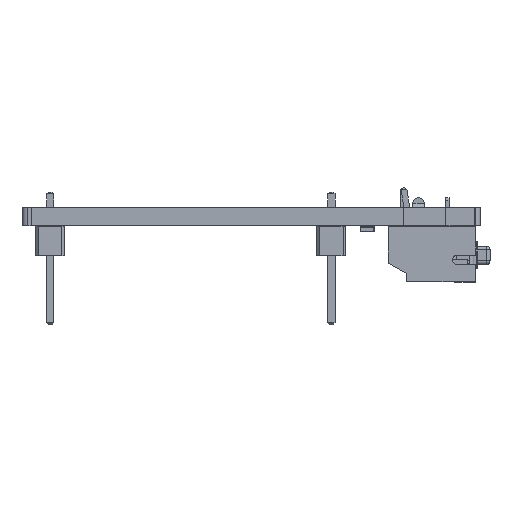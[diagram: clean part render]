
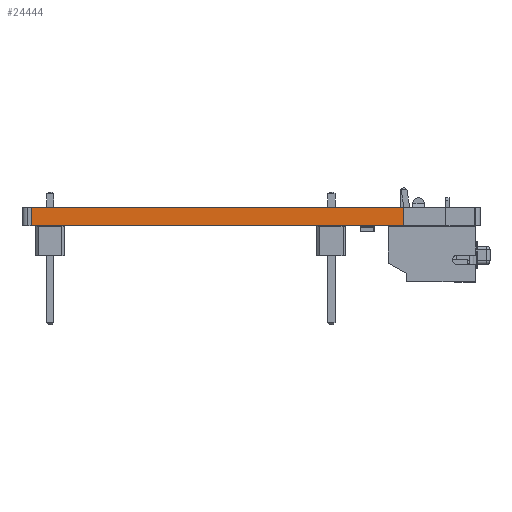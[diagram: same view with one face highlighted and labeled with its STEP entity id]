
A CAD part, front view. The second image highlights one B-rep face of the part: STEP entity #24444.
In plain terms, the highlighted planar face has unit normal (0, -1, 0).
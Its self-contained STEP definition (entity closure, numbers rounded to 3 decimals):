
#22420 = VERTEX_POINT('',#22421);
#22421 = CARTESIAN_POINT('',(116.852,-100.292,0.));
#22427 = EDGE_CURVE('',#22428,#22420,#22430,.T.);
#22428 = VERTEX_POINT('',#22429);
#22429 = CARTESIAN_POINT('',(149.293,-100.292,0.));
#22430 = LINE('',#22431,#22432);
#22431 = CARTESIAN_POINT('',(149.293,-100.292,0.));
#22432 = VECTOR('',#22433,1.);
#22433 = DIRECTION('',(-1.,0.,0.));
#23331 = VERTEX_POINT('',#23332);
#23332 = CARTESIAN_POINT('',(116.852,-100.292,1.6));
#23338 = EDGE_CURVE('',#23339,#23331,#23341,.T.);
#23339 = VERTEX_POINT('',#23340);
#23340 = CARTESIAN_POINT('',(149.293,-100.292,1.6));
#23341 = LINE('',#23342,#23343);
#23342 = CARTESIAN_POINT('',(149.293,-100.292,1.6));
#23343 = VECTOR('',#23344,1.);
#23344 = DIRECTION('',(-1.,0.,0.));
#24416 = EDGE_CURVE('',#22428,#23339,#24417,.T.);
#24417 = LINE('',#24418,#24419);
#24418 = CARTESIAN_POINT('',(149.293,-100.292,0.));
#24419 = VECTOR('',#24420,1.);
#24420 = DIRECTION('',(0.,0.,1.));
#24444 = ADVANCED_FACE('',(#24445),#24456,.T.);
#24445 = FACE_BOUND('',#24446,.T.);
#24446 = EDGE_LOOP('',(#24447,#24448,#24449,#24455));
#24447 = ORIENTED_EDGE('',*,*,#24416,.T.);
#24448 = ORIENTED_EDGE('',*,*,#23338,.T.);
#24449 = ORIENTED_EDGE('',*,*,#24450,.F.);
#24450 = EDGE_CURVE('',#22420,#23331,#24451,.T.);
#24451 = LINE('',#24452,#24453);
#24452 = CARTESIAN_POINT('',(116.852,-100.292,0.));
#24453 = VECTOR('',#24454,1.);
#24454 = DIRECTION('',(0.,0.,1.));
#24455 = ORIENTED_EDGE('',*,*,#22427,.F.);
#24456 = PLANE('',#24457);
#24457 = AXIS2_PLACEMENT_3D('',#24458,#24459,#24460);
#24458 = CARTESIAN_POINT('',(149.293,-100.292,0.));
#24459 = DIRECTION('',(0.,-1.,0.));
#24460 = DIRECTION('',(-1.,0.,0.));
